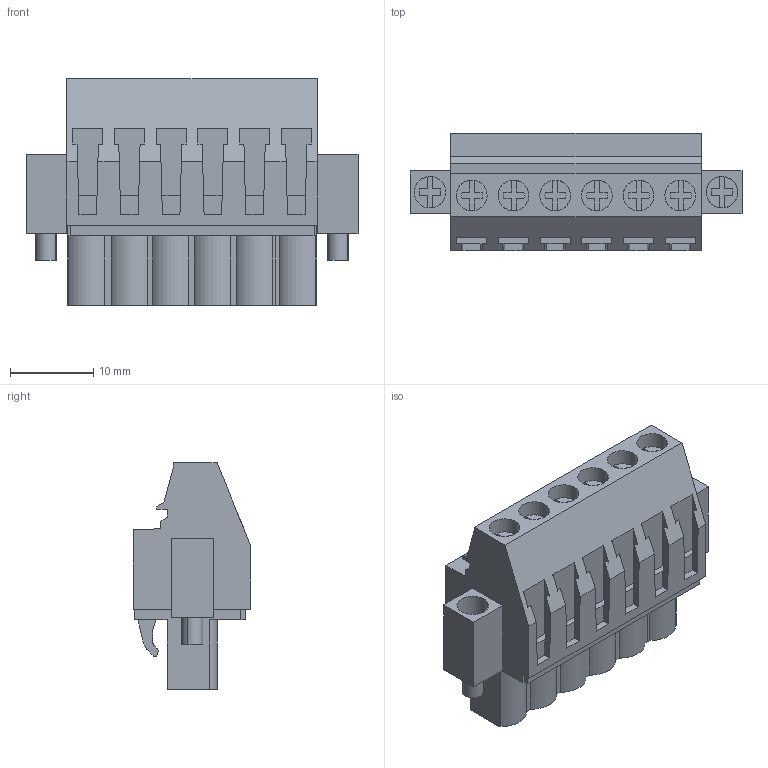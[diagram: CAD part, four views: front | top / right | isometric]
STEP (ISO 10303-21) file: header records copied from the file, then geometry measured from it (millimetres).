
FILE_DESCRIPTION(('CATIA V5 STEP Exchange','CAx-IF Rec.Pracs.--- Model Styling and Organization---1.2---2011-12-15'),'2;1');
FILE_NAME ('D1460490_0_1959480000_1959480000.stp','2017-09-20T15:00:07+00:00',('none'),('Weidmueller'),'CATIA Version 5-6 Release 2014','CATIA V5 STEP AP214','none');
FILE_SCHEMA(('AUTOMOTIVE_DESIGN { 1 0 10303 214 1 1 1 1 }'));
Length unit declared in the file: millimetre
Products named in the file (1): 1959480000
Bounding box: 39.8 x 14.05 x 27.2 mm (x, y, z)
Volume: 7245.9 mm3; surface area: 5007.9 mm2
Topology: 9 solids, 9 shells, 478 faces, 1298 edges, 869 vertices
Faces by surface type: plane 396, cylinder 72, extrusion 10
Entity records: 14127 total; most frequent: CARTESIAN_POINT 2677, ORIENTED_EDGE 2596, DIRECTION 1904, EDGE_CURVE 1298, VECTOR 1100, LINE 1090, VERTEX_POINT 869, EDGE_LOOP 514
